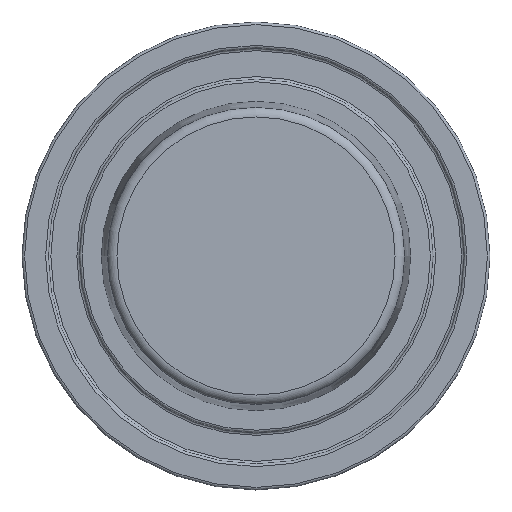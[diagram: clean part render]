
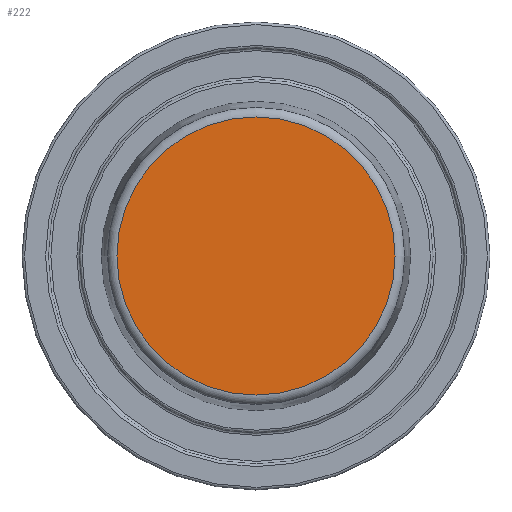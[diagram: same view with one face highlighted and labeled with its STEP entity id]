
A CAD part, front view. The second image highlights one B-rep face of the part: STEP entity #222.
In plain terms, the highlighted planar face has unit normal (0, -1, 0).
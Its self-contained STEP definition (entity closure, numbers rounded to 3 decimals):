
#22=PLANE('',#275);
#42=FACE_OUTER_BOUND('',#59,.T.);
#59=EDGE_LOOP('',(#199));
#93=CIRCLE('',#272,13.372);
#115=VERTEX_POINT('',#424);
#143=EDGE_CURVE('',#115,#115,#93,.T.);
#199=ORIENTED_EDGE('',*,*,#143,.T.);
#222=ADVANCED_FACE('',(#42),#22,.T.);
#272=AXIS2_PLACEMENT_3D('',#425,#352,#353);
#275=AXIS2_PLACEMENT_3D('',#428,#358,#359);
#352=DIRECTION('center_axis',(0.,-1.,0.));
#353=DIRECTION('ref_axis',(-1.,0.,0.));
#358=DIRECTION('center_axis',(0.,-1.,0.));
#359=DIRECTION('ref_axis',(0.,0.,
-1.));
#424=CARTESIAN_POINT('',(-0.547,10.649,-13.358));
#425=CARTESIAN_POINT('Origin',(-0.547,10.649,0.014));
#428=CARTESIAN_POINT('Origin',(-2.567,10.649,0.014));
